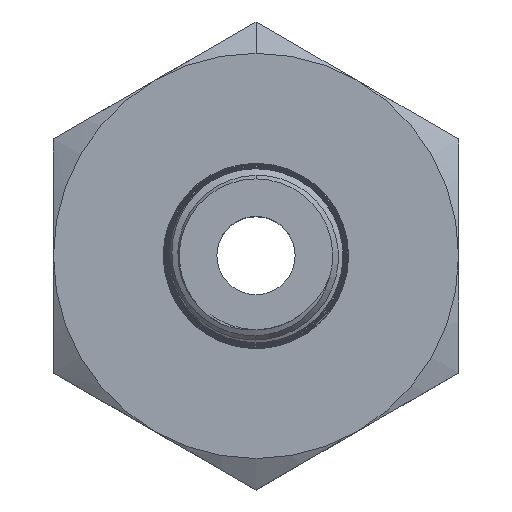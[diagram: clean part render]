
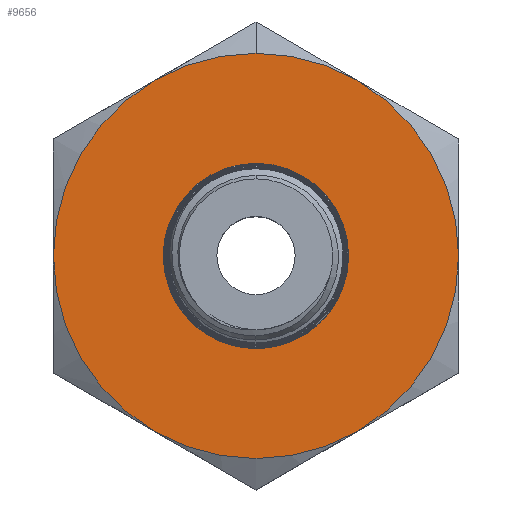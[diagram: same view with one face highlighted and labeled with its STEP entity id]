
A CAD part, top view. The second image highlights one B-rep face of the part: STEP entity #9656.
In plain terms, the highlighted planar face has unit normal (0, 0, 1).
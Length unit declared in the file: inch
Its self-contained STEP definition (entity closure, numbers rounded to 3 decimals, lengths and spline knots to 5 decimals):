
#192 = EDGE_CURVE ( 'NONE', #7485, #9957, #2809, .T. ) ;
#360 = DIRECTION ( 'NONE',  ( 0., -1., 0. ) ) ;
#367 = EDGE_CURVE ( 'NONE', #2177, #7485, #7579, .T. ) ;
#398 = ORIENTED_EDGE ( 'NONE', *, *, #4750, .T. ) ;
#445 = VERTEX_POINT ( 'NONE', #5384 ) ;
#644 = DIRECTION ( 'NONE',  ( 0., -1., 0. ) ) ;
#1003 = AXIS2_PLACEMENT_3D ( 'NONE', #6940, #3601, #10366 ) ;
#1121 = DIRECTION ( 'NONE',  ( 1., 0., 0. ) ) ;
#1156 = DIRECTION ( 'NONE',  ( 1., 0., 0. ) ) ;
#1350 = AXIS2_PLACEMENT_3D ( 'NONE', #5394, #4574, #360 ) ;
#1415 = CARTESIAN_POINT ( 'NONE',  ( -0.59055, 0., 0.128 ) ) ;
#1615 = VERTEX_POINT ( 'NONE', #4059 ) ;
#1760 = AXIS2_PLACEMENT_3D ( 'NONE', #9143, #3185, #644 ) ;
#1786 = CARTESIAN_POINT ( 'NONE',  ( 0., 0., 0.128 ) ) ;
#2177 = VERTEX_POINT ( 'NONE', #6430 ) ;
#2444 = CIRCLE ( 'NONE', #1760, 0.59055 ) ;
#2455 = CARTESIAN_POINT ( 'NONE',  ( 0., 0., 0.128 ) ) ;
#2553 = EDGE_CURVE ( 'NONE', #5909, #9892, #10715, .T. ) ;
#2684 = FACE_OUTER_BOUND ( 'NONE', #5821, .T. ) ;
#2798 = CIRCLE ( 'NONE', #10119, 0.59055 ) ;
#2809 = CIRCLE ( 'NONE', #2970, 0.27 ) ;
#2834 = EDGE_CURVE ( 'NONE', #6967, #1615, #2798, .T. ) ;
#2970 = AXIS2_PLACEMENT_3D ( 'NONE', #2455, #10914, #9217 ) ;
#2982 = AXIS2_PLACEMENT_3D ( 'NONE', #7872, #3675, #1121 ) ;
#3185 = DIRECTION ( 'NONE',  ( 0., 0., 1. ) ) ;
#3279 = CARTESIAN_POINT ( 'NONE',  ( 0., 0., 0.128 ) ) ;
#3399 = CARTESIAN_POINT ( 'NONE',  ( 0.29528, -0.51143, 0.128 ) ) ;
#3588 = ORIENTED_EDGE ( 'NONE', *, *, #2553, .T. ) ;
#3601 = DIRECTION ( 'NONE',  ( 0., 0., 1. ) ) ;
#3636 = CARTESIAN_POINT ( 'NONE',  ( 0., 0., 0.128 ) ) ;
#3675 = DIRECTION ( 'NONE',  ( 0., 0., 1. ) ) ;
#3783 = ORIENTED_EDGE ( 'NONE', *, *, #9899, .T. ) ;
#3907 = EDGE_LOOP ( 'NONE', ( #10254, #4031, #5495 ) ) ;
#4031 = ORIENTED_EDGE ( 'NONE', *, *, #367, .F. ) ;
#4059 = CARTESIAN_POINT ( 'NONE',  ( 0.59055, 0., 0.128 ) ) ;
#4446 = CARTESIAN_POINT ( 'NONE',  ( 0., 0., 0.128 ) ) ;
#4540 = ORIENTED_EDGE ( 'NONE', *, *, #8990, .T. ) ;
#4574 = DIRECTION ( 'NONE',  ( 0., 0., 1. ) ) ;
#4581 = CARTESIAN_POINT ( 'NONE',  ( 0.29527, 0.51143, 0.128 ) ) ;
#4642 = DIRECTION ( 'NONE',  ( 0., 0., 1. ) ) ;
#4680 = AXIS2_PLACEMENT_3D ( 'NONE', #6226, #7048, #1156 ) ;
#4750 = EDGE_CURVE ( 'NONE', #7385, #445, #2444, .T. ) ;
#4934 = CIRCLE ( 'NONE', #9560, 0.59055 ) ;
#4957 = DIRECTION ( 'NONE',  ( 0., -1., 0. ) ) ;
#5060 = CARTESIAN_POINT ( 'NONE',  ( -0.29527, 0.51143, 0.128 ) ) ;
#5301 = DIRECTION ( 'NONE',  ( 0., -1., 0. ) ) ;
#5327 = FACE_BOUND ( 'NONE', #3907, .T. ) ;
#5340 = PLANE ( 'NONE',  #6368 ) ;
#5384 = CARTESIAN_POINT ( 'NONE',  ( 0., 0.59055, 0.128 ) ) ;
#5394 = CARTESIAN_POINT ( 'NONE',  ( 0., 0., 0.128 ) ) ;
#5495 = ORIENTED_EDGE ( 'NONE', *, *, #7598, .F. ) ;
#5821 = EDGE_LOOP ( 'NONE', ( #398, #7952, #6015, #3588, #3783, #9691, #4540 ) ) ;
#5909 = VERTEX_POINT ( 'NONE', #1415 ) ;
#6015 = ORIENTED_EDGE ( 'NONE', *, *, #9289, .T. ) ;
#6019 = CARTESIAN_POINT ( 'NONE',  ( -0.23541, -0.13222, 0.128 ) ) ;
#6215 = DIRECTION ( 'NONE',  ( 1., 0., 0. ) ) ;
#6226 = CARTESIAN_POINT ( 'NONE',  ( 0., 0., 0.128 ) ) ;
#6268 = CIRCLE ( 'NONE', #2982, 0.27 ) ;
#6368 = AXIS2_PLACEMENT_3D ( 'NONE', #3636, #9540, #6215 ) ;
#6430 = CARTESIAN_POINT ( 'NONE',  ( 0.27, 0., 0.128 ) ) ;
#6455 = CARTESIAN_POINT ( 'NONE',  ( -0.25169, 0.09773, 0.128 ) ) ;
#6603 = CARTESIAN_POINT ( 'NONE',  ( -0.29527, -0.51143, 0.128 ) ) ;
#6940 = CARTESIAN_POINT ( 'NONE',  ( 0., 0., 0.128 ) ) ;
#6967 = VERTEX_POINT ( 'NONE', #3399 ) ;
#7048 = DIRECTION ( 'NONE',  ( 0., 0., 1. ) ) ;
#7242 = AXIS2_PLACEMENT_3D ( 'NONE', #10846, #4642, #9918 ) ;
#7385 = VERTEX_POINT ( 'NONE', #4581 ) ;
#7485 = VERTEX_POINT ( 'NONE', #6455 ) ;
#7579 = CIRCLE ( 'NONE', #4680, 0.27 ) ;
#7598 = EDGE_CURVE ( 'NONE', #9957, #2177, #6268, .T. ) ;
#7719 = CIRCLE ( 'NONE', #7242, 0.59055 ) ;
#7872 = CARTESIAN_POINT ( 'NONE',  ( 0., 0., 0.128 ) ) ;
#7952 = ORIENTED_EDGE ( 'NONE', *, *, #10202, .T. ) ;
#8101 = CIRCLE ( 'NONE', #1003, 0.59055 ) ;
#8353 = DIRECTION ( 'NONE',  ( 0., 0., 1. ) ) ;
#8990 = EDGE_CURVE ( 'NONE', #1615, #7385, #9679, .T. ) ;
#9143 = CARTESIAN_POINT ( 'NONE',  ( 0., 0., 0.128 ) ) ;
#9217 = DIRECTION ( 'NONE',  ( 1., 0., 0. ) ) ;
#9289 = EDGE_CURVE ( 'NONE', #9634, #5909, #7719, .T. ) ;
#9405 = DIRECTION ( 'NONE',  ( 0., -1., 0. ) ) ;
#9540 = DIRECTION ( 'NONE',  ( 0., 0., 1. ) ) ;
#9560 = AXIS2_PLACEMENT_3D ( 'NONE', #1786, #10221, #9405 ) ;
#9634 = VERTEX_POINT ( 'NONE', #5060 ) ;
#9656 = ADVANCED_FACE ( 'NONE', ( #5327, #2684 ), #5340, .T. ) ;
#9679 = CIRCLE ( 'NONE', #1350, 0.59055 ) ;
#9691 = ORIENTED_EDGE ( 'NONE', *, *, #2834, .T. ) ;
#9892 = VERTEX_POINT ( 'NONE', #6603 ) ;
#9899 = EDGE_CURVE ( 'NONE', #9892, #6967, #4934, .T. ) ;
#9918 = DIRECTION ( 'NONE',  ( 0., -1., 0. ) ) ;
#9957 = VERTEX_POINT ( 'NONE', #6019 ) ;
#10119 = AXIS2_PLACEMENT_3D ( 'NONE', #4446, #10357, #5301 ) ;
#10202 = EDGE_CURVE ( 'NONE', #445, #9634, #8101, .T. ) ;
#10221 = DIRECTION ( 'NONE',  ( 0., 0., 1. ) ) ;
#10254 = ORIENTED_EDGE ( 'NONE', *, *, #192, .F. ) ;
#10357 = DIRECTION ( 'NONE',  ( 0., 0., 1. ) ) ;
#10366 = DIRECTION ( 'NONE',  ( 0., -1., 0. ) ) ;
#10467 = AXIS2_PLACEMENT_3D ( 'NONE', #3279, #8353, #4957 ) ;
#10715 = CIRCLE ( 'NONE', #10467, 0.59055 ) ;
#10846 = CARTESIAN_POINT ( 'NONE',  ( 0., 0., 0.128 ) ) ;
#10914 = DIRECTION ( 'NONE',  ( 0., 0., 1. ) ) ;
